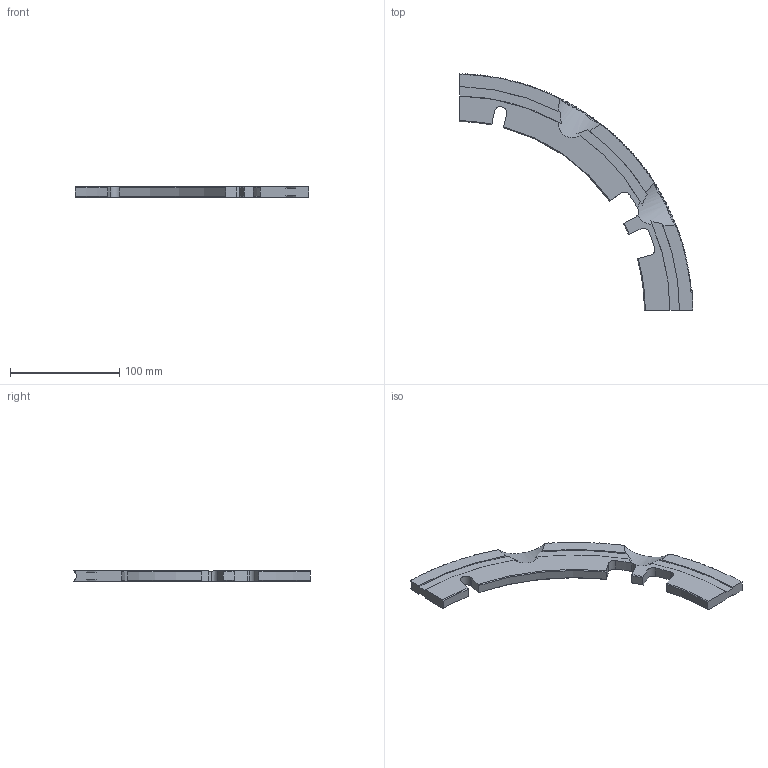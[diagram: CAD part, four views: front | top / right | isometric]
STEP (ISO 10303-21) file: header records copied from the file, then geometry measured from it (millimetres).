
FILE_DESCRIPTION (( 'STEP AP203' ), '1' );
FILE_NAME ('M56518-S.STEP', '2022-04-25T21:32:42', ( '' ), ( '' ), 'SwSTEP 2.0', 'SolidWorks 2020', '' );
FILE_SCHEMA (( 'CONFIG_CONTROL_DESIGN' ));
Length unit declared in the file: inch
Products named in the file (1): M56518-S
Bounding box: 214.38 x 216.87 x 9.49 mm (x, y, z)
Volume: 100147.4 mm3; surface area: 32521.2 mm2
Topology: 1 solids, 1 shells, 180 faces, 534 edges, 356 vertices
Faces by surface type: sphere 124, cylinder 25, plane 19, cone 8, torus 4
Entity records: 8271 total; most frequent: CARTESIAN_POINT 3406, ORIENTED_EDGE 1068, DIRECTION 1032, EDGE_CURVE 534, AXIS2_PLACEMENT_3D 483, VERTEX_POINT 356, CIRCLE 302, ADVANCED_FACE 180
